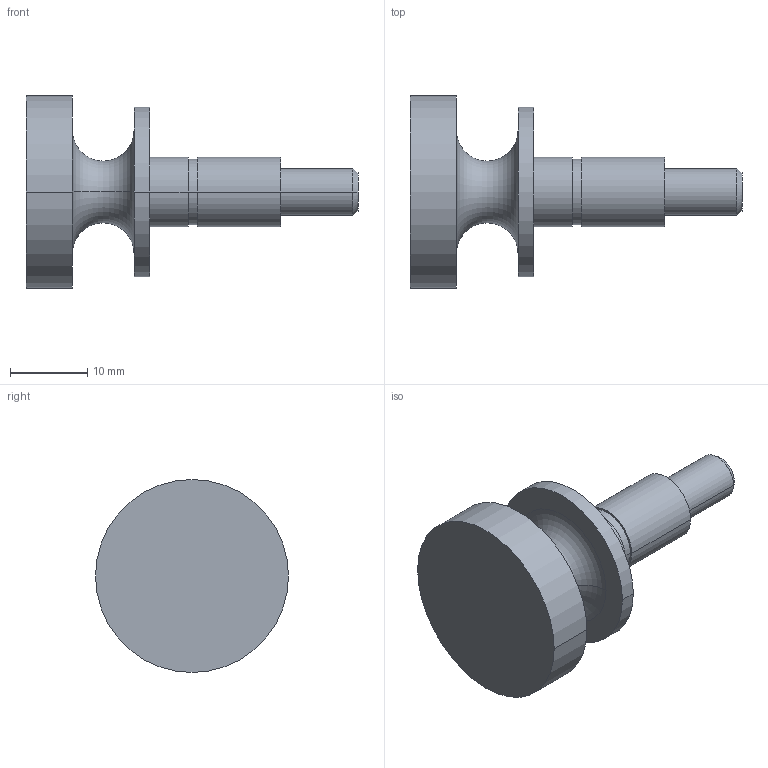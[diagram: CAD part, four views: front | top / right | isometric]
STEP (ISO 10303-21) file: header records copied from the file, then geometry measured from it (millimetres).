
FILE_DESCRIPTION((''),'2;1');
FILE_NAME('BOUTON_B5C','2022-06-21T',('jf'),(''),'PRO/ENGINEER BY PARAMETRIC TECHNOLOGY CORPORATION, 2008230','PRO/ENGINEER BY PARAMETRIC TECHNOLOGY CORPORATION, 2008230','');
FILE_SCHEMA(('CONFIG_CONTROL_DESIGN'));
Length unit declared in the file: millimetre
Products named in the file (1): BOUTON_B5C
Bounding box: 43 x 25 x 25 mm (x, y, z)
Volume: 5671.1 mm3; surface area: 3210.3 mm2
Topology: 1 solids, 2 shells, 26 faces, 52 edges, 34 vertices
Faces by surface type: cylinder 14, plane 8, cone 2, torus 2
Entity records: 740 total; most frequent: DIRECTION 142, CARTESIAN_POINT 113, ORIENTED_EDGE 100, AXIS2_PLACEMENT_3D 63, EDGE_CURVE 52, CIRCLE 36, VERTEX_POINT 34, EDGE_LOOP 32
